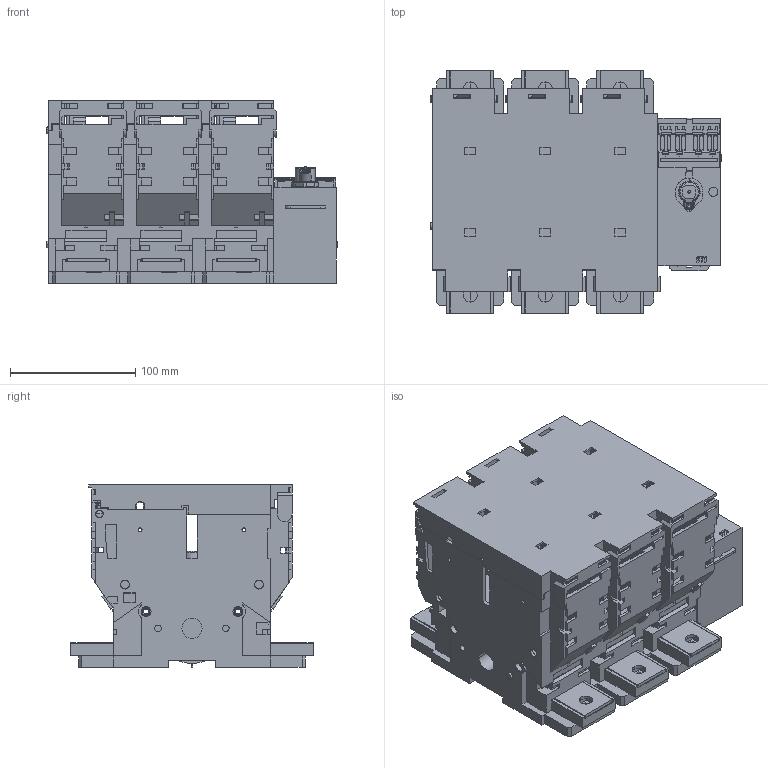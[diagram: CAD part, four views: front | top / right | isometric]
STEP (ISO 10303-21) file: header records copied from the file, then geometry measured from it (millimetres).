
FILE_DESCRIPTION((''),'2;1');
FILE_NAME('FLBS_250_3P','2017-10-25T',('luka.skrinjar'),('Audax d.o.o.'),'CREO PARAMETRIC BY PTC INC, 2016050','CREO PARAMETRIC BY PTC INC, 2016050','');
FILE_SCHEMA(('AUTOMOTIVE_DESIGN { 1 0 10303 214 1 1 1 1 }'));
Products named in the file (1): FLBS_250_3P
Bounding box: 233 x 195 x 145.8 mm (x, y, z)
Volume: 2099920.9 mm3; surface area: 424824.8 mm2
Topology: 1 solids, 11 shells, 2257 faces, 6951 edges, 4645 vertices
Faces by surface type: plane 1888, cylinder 294, cone 32, extrusion 29, bspline 10, torus 4
Entity records: 113533 total; most frequent: CARTESIAN_POINT 15879, ORIENTED_EDGE 13902, DIRECTION 12141, PRESENTATION_STYLE_ASSIGNMENT 8879, STYLED_ITEM 6952, CURVE_STYLE 6951, EDGE_CURVE 6951, VECTOR 5993
